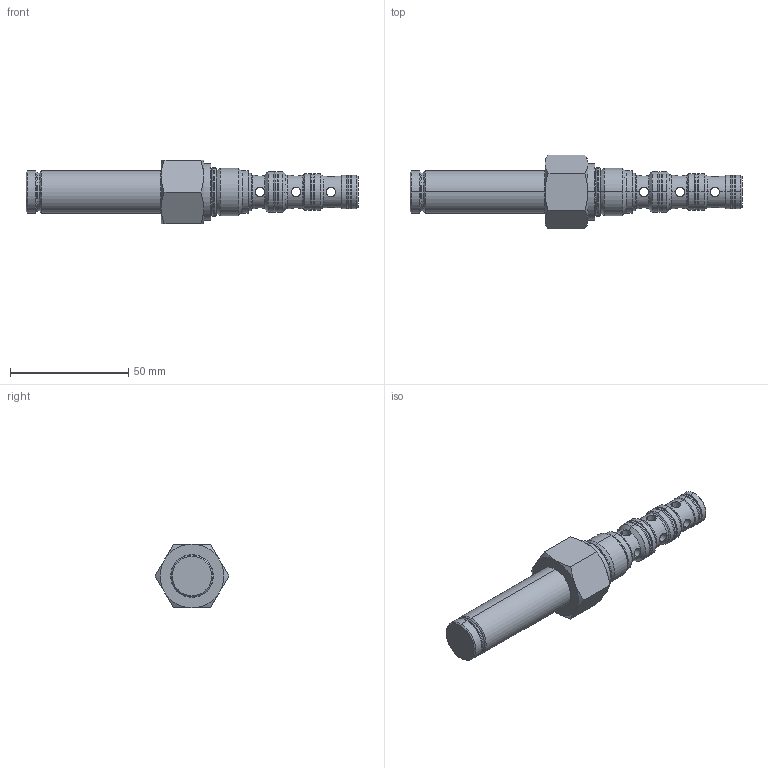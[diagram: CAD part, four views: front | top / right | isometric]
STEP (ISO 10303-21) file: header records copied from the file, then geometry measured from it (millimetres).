
FILE_DESCRIPTION (( 'STEP AP214' ), '1' );
FILE_NAME ('4-2_Wegeventil.STEP', '2016-07-19T09:36:47', ( '' ), ( '' ), 'SwSTEP 2.0', 'SolidWorks 2014', '' );
FILE_SCHEMA (( 'AUTOMOTIVE_DESIGN' ));
Length unit declared in the file: millimetre
Products named in the file (1): 4-2_Wegeventil
Bounding box: 140.3 x 31.18 x 27 mm (x, y, z)
Volume: 38781.8 mm3; surface area: 10792 mm2
Topology: 1 solids, 1 shells, 157 faces, 400 edges, 242 vertices
Faces by surface type: cylinder 66, cone 40, bspline 32, plane 19
Entity records: 7739 total; most frequent: CARTESIAN_POINT 2430, ORIENTED_EDGE 800, DIRECTION 712, EDGE_CURVE 400, AXIS2_PLACEMENT_3D 304, VERTEX_POINT 242, CIRCLE 178, EDGE_LOOP 172
